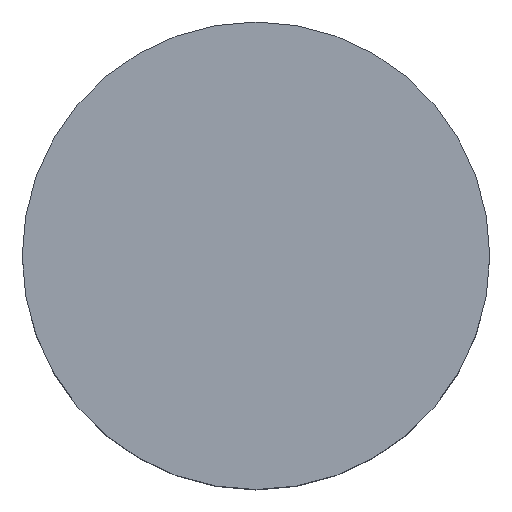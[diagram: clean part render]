
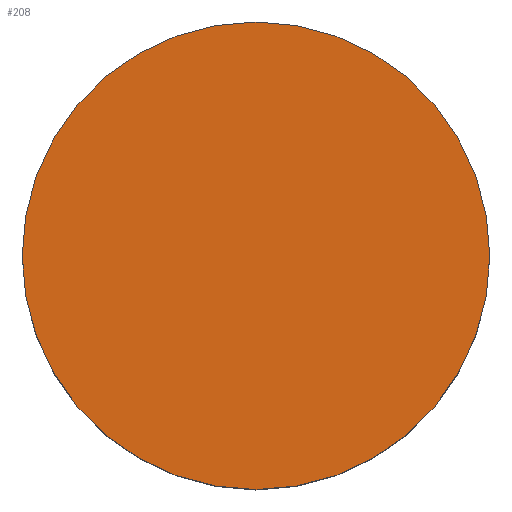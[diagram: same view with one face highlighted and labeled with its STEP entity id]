
A CAD part, top view. The second image highlights one B-rep face of the part: STEP entity #208.
In plain terms, the highlighted planar face has unit normal (0, 0, 1).
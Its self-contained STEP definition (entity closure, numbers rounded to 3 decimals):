
#19 = CIRCLE ( 'NONE', #199, 3. ) ;
#28 = DIRECTION ( 'NONE',  ( 1., 0., 0. ) ) ;
#51 = DIRECTION ( 'NONE',  ( 0., 0., 1. ) ) ;
#66 = ORIENTED_EDGE ( 'NONE', *, *, #270, .T. ) ;
#72 = CARTESIAN_POINT ( 'NONE',  ( 0., 0., 0. ) ) ;
#74 = AXIS2_PLACEMENT_3D ( 'NONE', #72, #181, #101 ) ;
#79 = CARTESIAN_POINT ( 'NONE',  ( -3., 0., 0. ) ) ;
#101 = DIRECTION ( 'NONE',  ( 1., 0., 0. ) ) ;
#102 = AXIS2_PLACEMENT_3D ( 'NONE', #269, #51, #163 ) ;
#108 = CARTESIAN_POINT ( 'NONE',  ( 0., 0., 0. ) ) ;
#134 = VERTEX_POINT ( 'NONE', #347 ) ;
#163 = DIRECTION ( 'NONE',  ( 1., 0., 0. ) ) ;
#181 = DIRECTION ( 'NONE',  ( 0., 0., 1. ) ) ;
#199 = AXIS2_PLACEMENT_3D ( 'NONE', #108, #353, #28 ) ;
#208 = ADVANCED_FACE ( 'NONE', ( #320 ), #267, .T. ) ;
#223 = ORIENTED_EDGE ( 'NONE', *, *, #259, .T. ) ;
#259 = EDGE_CURVE ( 'NONE', #134, #341, #19, .T. ) ;
#261 = EDGE_LOOP ( 'NONE', ( #223, #66 ) ) ;
#267 = PLANE ( 'NONE',  #74 ) ;
#269 = CARTESIAN_POINT ( 'NONE',  ( 0., 0., 0. ) ) ;
#270 = EDGE_CURVE ( 'NONE', #341, #134, #279, .T. ) ;
#279 = CIRCLE ( 'NONE', #102, 3. ) ;
#320 = FACE_OUTER_BOUND ( 'NONE', #261, .T. ) ;
#341 = VERTEX_POINT ( 'NONE', #79 ) ;
#347 = CARTESIAN_POINT ( 'NONE',  ( 3., 0., 0. ) ) ;
#353 = DIRECTION ( 'NONE',  ( 0., 0., 1. ) ) ;
